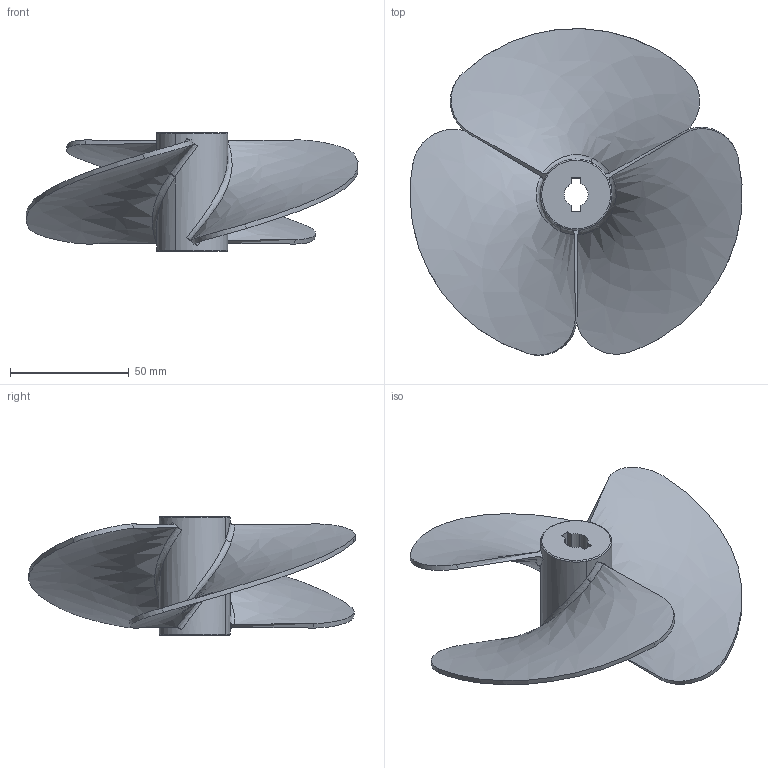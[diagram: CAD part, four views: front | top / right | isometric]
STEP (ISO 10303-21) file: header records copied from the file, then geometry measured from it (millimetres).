
FILE_DESCRIPTION(('Open CASCADE Model'),'2;1');
FILE_NAME('Open CASCADE Shape Model','2021-01-08T16:33:58',('Author'),( 'Open CASCADE'),'Open CASCADE STEP processor 7.5','Open CASCADE 7.5' ,'Unknown');
FILE_SCHEMA(('AUTOMOTIVE_DESIGN { 1 0 10303 214 1 1 1 1 }'));
Length unit declared in the file: millimetre
Products named in the file (1): Open CASCADE STEP translator 7.5 1
Bounding box: 139.88 x 137.7 x 50 mm (x, y, z)
Volume: 60327.1 mm3; surface area: 40816.8 mm2
Topology: 1 solids, 1 shells, 52 faces, 148 edges, 100 vertices
Faces by surface type: bspline 31, plane 9, cylinder 8, torus 4
Entity records: 10459 total; most frequent: CARTESIAN_POINT 8114, ORIENTED_EDGE 296, PCURVE 296, DEFINITIONAL_REPRESENTATION 296, B_SPLINE_CURVE_WITH_KNOTS 293, DIRECTION 214, EDGE_CURVE 148, SURFACE_CURVE 148
